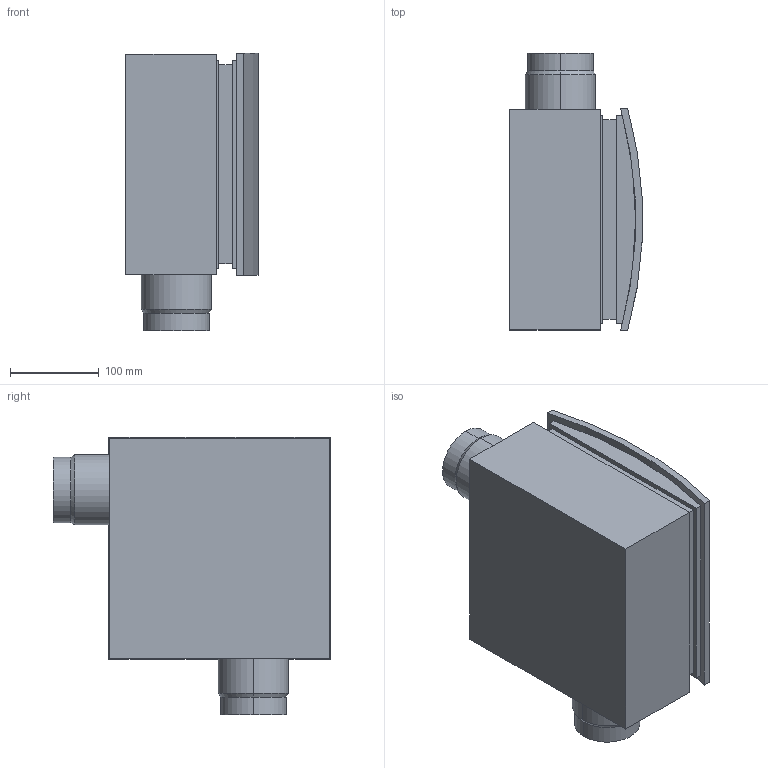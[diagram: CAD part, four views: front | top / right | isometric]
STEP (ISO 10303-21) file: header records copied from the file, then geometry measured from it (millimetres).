
FILE_DESCRIPTION (( 'STEP AP214' ), '1' );
FILE_NAME ('ER UPB-R.step', '2009-07-15T17:32:20', ( 'Wolfgang Schmidt' ), ( 'WS-KO' ), 'SwSTEP 2.0', 'SolidWorks 2008', '' );
FILE_SCHEMA (( 'AUTOMOTIVE_DESIGN' ));
Length unit declared in the file: millimetre
Products named in the file (1): ER UPB-R
Bounding box: 149.32 x 313.5 x 313.5 mm (x, y, z)
Volume: 2652715.4 mm3; surface area: 923438.8 mm2
Topology: 3 solids, 3 shells, 79 faces, 176 edges, 112 vertices
Faces by surface type: plane 47, cylinder 24, cone 8
Entity records: 2223 total; most frequent: DIRECTION 384, CARTESIAN_POINT 368, ORIENTED_EDGE 352, EDGE_CURVE 176, AXIS2_PLACEMENT_3D 128, LINE 128, VECTOR 128, VERTEX_POINT 112
